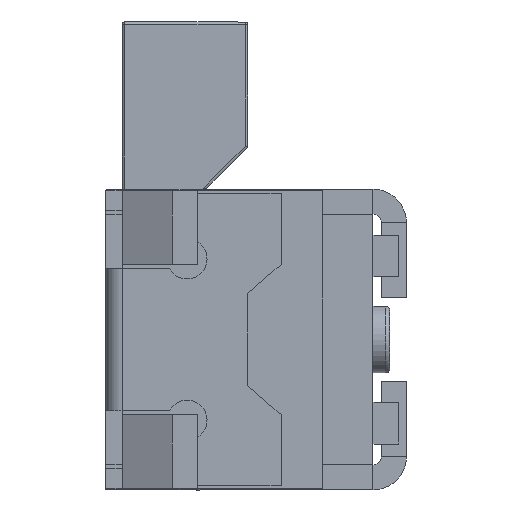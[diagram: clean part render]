
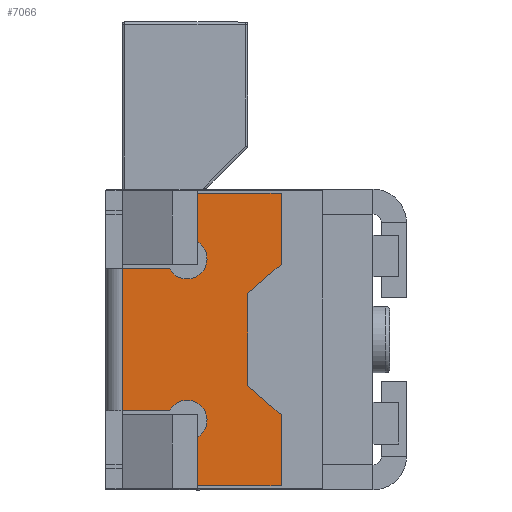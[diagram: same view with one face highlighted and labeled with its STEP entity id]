
A CAD part, left-side view. The second image highlights one B-rep face of the part: STEP entity #7066.
In plain terms, the highlighted planar face has unit normal (-1, 0, 0).
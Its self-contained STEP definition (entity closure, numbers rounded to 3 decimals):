
#22 = ORIENTED_EDGE ( 'NONE', *, *, #8876, .F. ) ;
#70 = CARTESIAN_POINT ( 'NONE',  ( -6.4, 1.5, -1.75 ) ) ;
#146 = VECTOR ( 'NONE', #4996, 1000. ) ;
#276 = CARTESIAN_POINT ( 'NONE',  ( -6.4, 1.9, -0.55 ) ) ;
#389 = DIRECTION ( 'NONE',  ( 0., -1., 0. ) ) ;
#447 = EDGE_CURVE ( 'NONE', #8695, #5045, #9714, .T. ) ;
#670 = VECTOR ( 'NONE', #8102, 1000. ) ;
#1042 = LINE ( 'NONE', #9092, #146 ) ;
#1066 = CARTESIAN_POINT ( 'NONE',  ( -6.4, 2.5, -1.75 ) ) ;
#1068 = CARTESIAN_POINT ( 'NONE',  ( -6.4, 3.4, -0.85 ) ) ;
#1107 = CARTESIAN_POINT ( 'NONE',  ( -6.4, 1.5, -1.75 ) ) ;
#1139 = PLANE ( 'NONE',  #9997 ) ;
#1179 = CARTESIAN_POINT ( 'NONE',  ( -6.4, 2.5, -1.75 ) ) ;
#1245 = CARTESIAN_POINT ( 'NONE',  ( -6.4, 2.626, -0.965 ) ) ;
#1425 = VECTOR ( 'NONE', #4401, 1000. ) ;
#1434 = EDGE_CURVE ( 'NONE', #6864, #5035, #10536, .T. ) ;
#1493 = DIRECTION ( 'NONE',  ( 0., -0.753, 0.659 ) ) ;
#1663 = CARTESIAN_POINT ( 'NONE',  ( -6.4, 2.837, -0.85 ) ) ;
#1915 = EDGE_CURVE ( 'NONE', #8579, #7127, #3016, .T. ) ;
#2012 = EDGE_CURVE ( 'NONE', #3129, #5035, #1042, .T. ) ;
#2435 = LINE ( 'NONE', #6718, #5581 ) ;
#2501 = CARTESIAN_POINT ( 'NONE',  ( -6.4, 2.837, 0.85 ) ) ;
#2647 = DIRECTION ( 'NONE',  ( 0., 1., 0. ) ) ;
#2714 = EDGE_CURVE ( 'NONE', #8333, #3129, #5071, .T. ) ;
#2852 = EDGE_CURVE ( 'NONE', #9351, #10449, #3499, .T. ) ;
#2950 = CARTESIAN_POINT ( 'NONE',  ( -6.4, 2.5, 1.169 ) ) ;
#3016 = LINE ( 'NONE', #4665, #670 ) ;
#3106 = VECTOR ( 'NONE', #9794, 1000. ) ;
#3129 = VERTEX_POINT ( 'NONE', #4112 ) ;
#3239 = EDGE_LOOP ( 'NONE', ( #7074, #5850, #4488, #3886, #8371, #10309, #5306, #6668, #5709, #5829, #22, #7663, #10290, #5351 ) ) ;
#3269 = CARTESIAN_POINT ( 'NONE',  ( -6.4, 1.5, 0.9 ) ) ;
#3499 = LINE ( 'NONE', #4472, #6634 ) ;
#3886 = ORIENTED_EDGE ( 'NONE', *, *, #1915, .F. ) ;
#4112 = CARTESIAN_POINT ( 'NONE',  ( -6.4, 1.5, 1.75 ) ) ;
#4171 = CIRCLE ( 'NONE', #10685, 0.24 ) ;
#4296 = CARTESIAN_POINT ( 'NONE',  ( -6.4, 1.5, 1.75 ) ) ;
#4390 = CARTESIAN_POINT ( 'NONE',  ( -6.4, 2.5, 0.85 ) ) ;
#4398 = VERTEX_POINT ( 'NONE', #6507 ) ;
#4401 = DIRECTION ( 'NONE',  ( 0., -1., 0. ) ) ;
#4453 = CARTESIAN_POINT ( 'NONE',  ( -6.4, 2.626, 0.965 ) ) ;
#4472 = CARTESIAN_POINT ( 'NONE',  ( -6.4, 2.5, 0.85 ) ) ;
#4488 = ORIENTED_EDGE ( 'NONE', *, *, #5793, .F. ) ;
#4496 = DIRECTION ( 'NONE',  ( 1., 0., 0. ) ) ;
#4502 = VECTOR ( 'NONE', #7181, 1000. ) ;
#4592 = DIRECTION ( 'NONE',  ( 0., -1., 0. ) ) ;
#4593 = DIRECTION ( 'NONE',  ( 0., 0., 1. ) ) ;
#4665 = CARTESIAN_POINT ( 'NONE',  ( -6.4, 1.5, -1.75 ) ) ;
#4796 = FACE_OUTER_BOUND ( 'NONE', #3239, .T. ) ;
#4836 = VECTOR ( 'NONE', #1493, 1000. ) ;
#4891 = EDGE_CURVE ( 'NONE', #5353, #6864, #6297, .T. ) ;
#4996 = DIRECTION ( 'NONE',  ( 0., 0., -1. ) ) ;
#5035 = VERTEX_POINT ( 'NONE', #3269 ) ;
#5045 = VERTEX_POINT ( 'NONE', #1663 ) ;
#5071 = LINE ( 'NONE', #4296, #1425 ) ;
#5105 = CARTESIAN_POINT ( 'NONE',  ( -6.4, 2.5, -0.85 ) ) ;
#5207 = CARTESIAN_POINT ( 'NONE',  ( -6.4, 3.4, 0.85 ) ) ;
#5306 = ORIENTED_EDGE ( 'NONE', *, *, #4891, .T. ) ;
#5351 = ORIENTED_EDGE ( 'NONE', *, *, #10107, .T. ) ;
#5353 = VERTEX_POINT ( 'NONE', #276 ) ;
#5414 = CARTESIAN_POINT ( 'NONE',  ( -6.4, 1.9, 0.55 ) ) ;
#5581 = VECTOR ( 'NONE', #9267, 1000. ) ;
#5709 = ORIENTED_EDGE ( 'NONE', *, *, #2012, .F. ) ;
#5772 = LINE ( 'NONE', #9156, #7940 ) ;
#5793 = EDGE_CURVE ( 'NONE', #7127, #8025, #5772, .T. ) ;
#5829 = ORIENTED_EDGE ( 'NONE', *, *, #2714, .F. ) ;
#5850 = ORIENTED_EDGE ( 'NONE', *, *, #7160, .T. ) ;
#5981 = VERTEX_POINT ( 'NONE', #2950 ) ;
#6012 = DIRECTION ( 'NONE',  ( 0., 1., 0. ) ) ;
#6175 = VECTOR ( 'NONE', #4593, 1000. ) ;
#6297 = LINE ( 'NONE', #5414, #4502 ) ;
#6426 = CARTESIAN_POINT ( 'NONE',  ( -6.4, 1.5, 0.9 ) ) ;
#6507 = CARTESIAN_POINT ( 'NONE',  ( -6.4, 1.5, -0.9 ) ) ;
#6634 = VECTOR ( 'NONE', #389, 1000. ) ;
#6668 = ORIENTED_EDGE ( 'NONE', *, *, #1434, .T. ) ;
#6718 = CARTESIAN_POINT ( 'NONE',  ( -6.4, 1.5, -0.9 ) ) ;
#6801 = DIRECTION ( 'NONE',  ( 1., 0., 0. ) ) ;
#6864 = VERTEX_POINT ( 'NONE', #9068 ) ;
#6951 = DIRECTION ( 'NONE',  ( 0., 0., -1. ) ) ;
#7066 = ADVANCED_FACE ( 'NONE', ( #4796 ), #1139, .F. ) ;
#7074 = ORIENTED_EDGE ( 'NONE', *, *, #447, .T. ) ;
#7127 = VERTEX_POINT ( 'NONE', #1066 ) ;
#7160 = EDGE_CURVE ( 'NONE', #5045, #8025, #4171, .T. ) ;
#7181 = DIRECTION ( 'NONE',  ( 0., 0., 1. ) ) ;
#7613 = DIRECTION ( 'NONE',  ( 1., 0., 0. ) ) ;
#7617 = EDGE_CURVE ( 'NONE', #4398, #5353, #2435, .T. ) ;
#7663 = ORIENTED_EDGE ( 'NONE', *, *, #9309, .T. ) ;
#7703 = LINE ( 'NONE', #10344, #9153 ) ;
#7940 = VECTOR ( 'NONE', #10161, 1000. ) ;
#8025 = VERTEX_POINT ( 'NONE', #9080 ) ;
#8102 = DIRECTION ( 'NONE',  ( 0., 1., 0. ) ) ;
#8240 = CIRCLE ( 'NONE', #9748, 0.24 ) ;
#8333 = VERTEX_POINT ( 'NONE', #8537 ) ;
#8371 = ORIENTED_EDGE ( 'NONE', *, *, #8827, .F. ) ;
#8372 = LINE ( 'NONE', #1179, #6175 ) ;
#8537 = CARTESIAN_POINT ( 'NONE',  ( -6.4, 2.5, 1.75 ) ) ;
#8579 = VERTEX_POINT ( 'NONE', #70 ) ;
#8695 = VERTEX_POINT ( 'NONE', #1068 ) ;
#8763 = LINE ( 'NONE', #1107, #9431 ) ;
#8827 = EDGE_CURVE ( 'NONE', #4398, #8579, #8763, .T. ) ;
#8876 = EDGE_CURVE ( 'NONE', #5981, #8333, #8372, .T. ) ;
#9068 = CARTESIAN_POINT ( 'NONE',  ( -6.4, 1.9, 0.55 ) ) ;
#9080 = CARTESIAN_POINT ( 'NONE',  ( -6.4, 2.5, -1.169 ) ) ;
#9092 = CARTESIAN_POINT ( 'NONE',  ( -6.4, 1.5, -1.75 ) ) ;
#9153 = VECTOR ( 'NONE', #9561, 1000. ) ;
#9156 = CARTESIAN_POINT ( 'NONE',  ( -6.4, 2.5, -1.75 ) ) ;
#9267 = DIRECTION ( 'NONE',  ( 0., 0.753, 0.659 ) ) ;
#9309 = EDGE_CURVE ( 'NONE', #5981, #10449, #8240, .T. ) ;
#9351 = VERTEX_POINT ( 'NONE', #5207 ) ;
#9431 = VECTOR ( 'NONE', #6951, 1000. ) ;
#9561 = DIRECTION ( 'NONE',  ( 0., 0., -1. ) ) ;
#9714 = LINE ( 'NONE', #5105, #3106 ) ;
#9748 = AXIS2_PLACEMENT_3D ( 'NONE', #4453, #7613, #2647 ) ;
#9794 = DIRECTION ( 'NONE',  ( 0., -1., 0. ) ) ;
#9997 = AXIS2_PLACEMENT_3D ( 'NONE', #4390, #6801, #6012 ) ;
#10107 = EDGE_CURVE ( 'NONE', #9351, #8695, #7703, .T. ) ;
#10161 = DIRECTION ( 'NONE',  ( 0., 0., 1. ) ) ;
#10290 = ORIENTED_EDGE ( 'NONE', *, *, #2852, .F. ) ;
#10309 = ORIENTED_EDGE ( 'NONE', *, *, #7617, .T. ) ;
#10344 = CARTESIAN_POINT ( 'NONE',  ( -6.4, 3.4, 0.85 ) ) ;
#10449 = VERTEX_POINT ( 'NONE', #2501 ) ;
#10536 = LINE ( 'NONE', #6426, #4836 ) ;
#10685 = AXIS2_PLACEMENT_3D ( 'NONE', #1245, #4496, #4592 ) ;
